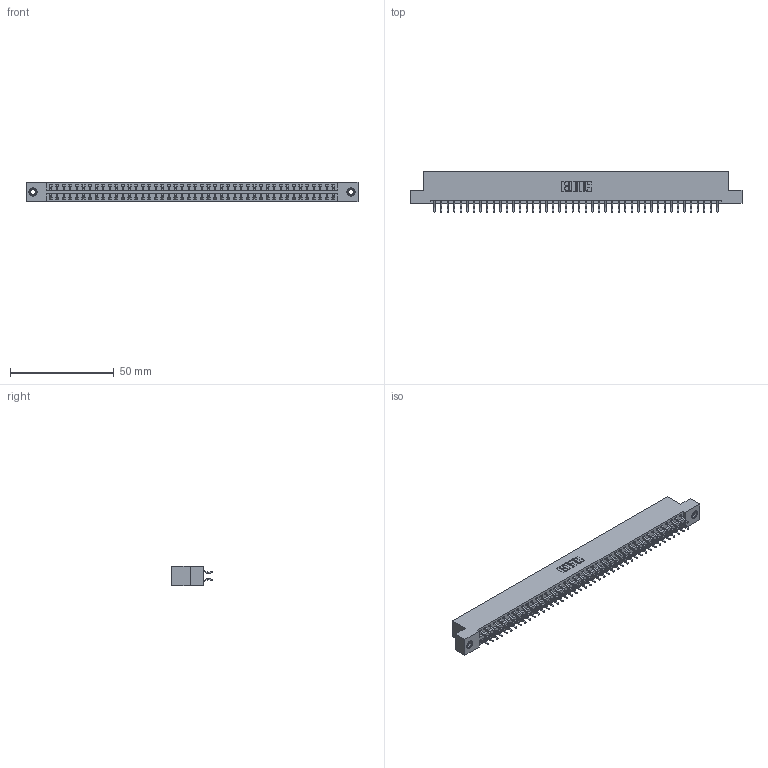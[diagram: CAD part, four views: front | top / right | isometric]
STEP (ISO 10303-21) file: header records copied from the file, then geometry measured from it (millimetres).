
FILE_DESCRIPTION (( 'STEP AP203' ), '1' );
FILE_NAME ('396-088-556-207.STEP', '2018-09-10T06:36:55', ( '' ), ( '' ), 'SwSTEP 2.0', 'SolidWorks 2016', '' );
FILE_SCHEMA (( 'CONFIG_CONTROL_DESIGN' ));
Length unit declared in the file: inch
Products named in the file (4): 396-088-556-207; 346 Part_Flush Mounting Lugs - 0.156 Dia-TI; 345-292-001_556 Tail; 345-250-001_345-250-005-103
Assembly tree (91 placements, depth 2):
  396-088-556-207
    346 Part_Flush Mounting Lugs - 0.156 Dia-TI
    345-292-001_556 Tail  x88
    345-250-001_345-250-005-103  x2
Bounding box: 160.27 x 19.57 x 9.4 mm (x, y, z)
Volume: 15627.2 mm3; surface area: 21464.1 mm2
Topology: 91 solids, 91 shells, 5286 faces, 15689 edges, 10334 vertices
Faces by surface type: plane 3540, cylinder 1730, cone 12, torus 4
Entity records: 29852 total; most frequent: CARTESIAN_POINT 4915, ORIENTED_EDGE 4830, DIRECTION 4397, EDGE_CURVE 2415, LINE 2079, VECTOR 2079, VERTEX_POINT 1604, AXIS2_PLACEMENT_3D 1159
